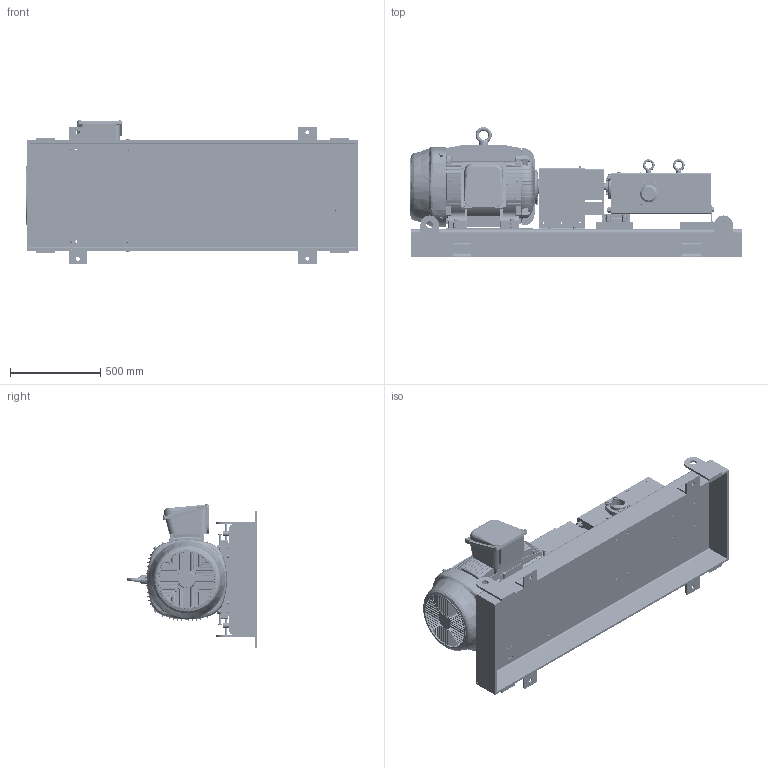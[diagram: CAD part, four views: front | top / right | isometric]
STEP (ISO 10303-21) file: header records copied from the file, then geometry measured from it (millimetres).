
FILE_DESCRIPTION (( 'STEP AP214' ), '1' );
FILE_NAME ('GPV-1445-014-U.STEP', '2019-10-10T19:11:14', ( '' ), ( '' ), 'SwSTEP 2.0', 'SolidWorks 2018', '' );
FILE_SCHEMA (( 'AUTOMOTIVE_DESIGN' ));
Length unit declared in the file: inch
Products named in the file (1): GPV-1445-014-U
Bounding box: 1835.67 x 718.34 x 801.13 mm (x, y, z)
Volume: 173157598.7 mm3; surface area: 10138716.7 mm2
Topology: 136 solids, 136 shells, 8794 faces, 22400 edges, 14235 vertices
Faces by surface type: plane 4335, cylinder 2216, cone 1171, bspline 955, torus 107, sphere 10
Entity records: 378866 total; most frequent: CARTESIAN_POINT 141902, ORIENTED_EDGE 44698, DIRECTION 39803, EDGE_CURVE 22349, VERTEX_POINT 14230, AXIS2_PLACEMENT_3D 13767, LINE 12269, VECTOR 12269
